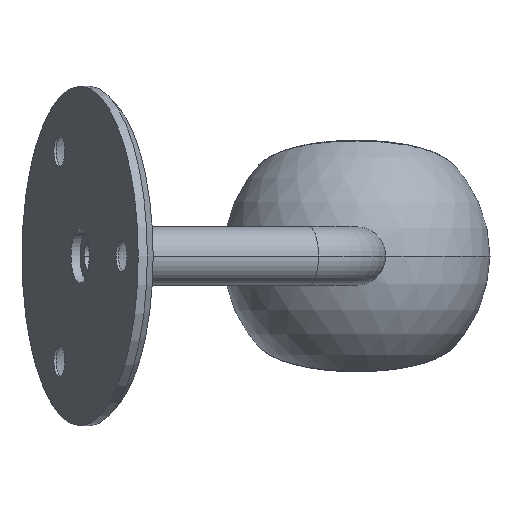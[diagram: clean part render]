
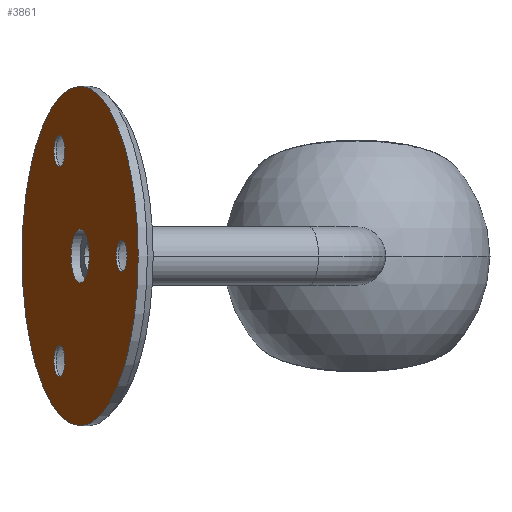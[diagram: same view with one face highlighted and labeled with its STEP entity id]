
A CAD part, left-side view. The second image highlights one B-rep face of the part: STEP entity #3861.
In plain terms, the highlighted face is planar.
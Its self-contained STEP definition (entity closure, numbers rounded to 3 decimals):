
#4 = AXIS2_PLACEMENT_3D ( 'NONE', #1022, #34, #3765 ) ;
#30 = CIRCLE ( 'NONE', #231, 35. ) ;
#34 = DIRECTION ( 'NONE',  ( 0., 0., 1. ) ) ;
#45 = AXIS2_PLACEMENT_3D ( 'NONE', #3755, #3312, #281 ) ;
#96 = CARTESIAN_POINT ( 'NONE',  ( 24.901, 12.5, 0. ) ) ;
#117 = DIRECTION ( 'NONE',  ( 0., 0., 1. ) ) ;
#156 = DIRECTION ( 'NONE',  ( 1., 0., 0. ) ) ;
#231 = AXIS2_PLACEMENT_3D ( 'NONE', #4376, #1309, #3015 ) ;
#265 = DIRECTION ( 'NONE',  ( 0., 0., 1. ) ) ;
#281 = DIRECTION ( 'NONE',  ( 1., 0., 0. ) ) ;
#297 = DIRECTION ( 'NONE',  ( 1., 0., 0. ) ) ;
#324 = EDGE_CURVE ( 'NONE', #2607, #4285, #4067, .T. ) ;
#325 = EDGE_CURVE ( 'NONE', #4049, #1139, #2579, .T. ) ;
#376 = DIRECTION ( 'NONE',  ( 1., 0., 0. ) ) ;
#386 = VERTEX_POINT ( 'NONE', #2647 ) ;
#426 = FACE_BOUND ( 'NONE', #3509, .T. ) ;
#428 = EDGE_LOOP ( 'NONE', ( #3273, #3738 ) ) ;
#483 = AXIS2_PLACEMENT_3D ( 'NONE', #2561, #778, #156 ) ;
#559 = CARTESIAN_POINT ( 'NONE',  ( 35., 0., 0. ) ) ;
#595 = DIRECTION ( 'NONE',  ( 1., 0., 0. ) ) ;
#623 = AXIS2_PLACEMENT_3D ( 'NONE', #3768, #117, #1793 ) ;
#655 = ORIENTED_EDGE ( 'NONE', *, *, #1701, .T. ) ;
#778 = DIRECTION ( 'NONE',  ( 0., 0., 1. ) ) ;
#784 = AXIS2_PLACEMENT_3D ( 'NONE', #3679, #2639, #2000 ) ;
#875 = CARTESIAN_POINT ( 'NONE',  ( 18.401, 12.5, 0. ) ) ;
#896 = CIRCLE ( 'NONE', #2526, 3.25 ) ;
#978 = CIRCLE ( 'NONE', #2545, 5.5 ) ;
#1022 = CARTESIAN_POINT ( 'NONE',  ( 0., 0., 0. ) ) ;
#1051 = VERTEX_POINT ( 'NONE', #875 ) ;
#1068 = FACE_BOUND ( 'NONE', #1354, .T. ) ;
#1138 = ORIENTED_EDGE ( 'NONE', *, *, #1163, .T. ) ;
#1139 = VERTEX_POINT ( 'NONE', #4302 ) ;
#1163 = EDGE_CURVE ( 'NONE', #3127, #386, #978, .T. ) ;
#1173 = CARTESIAN_POINT ( 'NONE',  ( 3.25, -25., 0. ) ) ;
#1228 = DIRECTION ( 'NONE',  ( 0., 0., 1. ) ) ;
#1309 = DIRECTION ( 'NONE',  ( 0., 0., 1. ) ) ;
#1327 = EDGE_CURVE ( 'NONE', #1051, #3702, #3761, .T. ) ;
#1332 = DIRECTION ( 'NONE',  ( 1., 0., 0. ) ) ;
#1354 = EDGE_LOOP ( 'NONE', ( #1138, #1573 ) ) ;
#1573 = ORIENTED_EDGE ( 'NONE', *, *, #2497, .T. ) ;
#1590 = ORIENTED_EDGE ( 'NONE', *, *, #324, .T. ) ;
#1681 = DIRECTION ( 'NONE',  ( 0., 0., 1. ) ) ;
#1700 = DIRECTION ( 'NONE',  ( 0., 0., 1. ) ) ;
#1701 = EDGE_CURVE ( 'NONE', #4285, #2607, #4041, .T. ) ;
#1728 = CARTESIAN_POINT ( 'NONE',  ( 21.651, 12.5, 0. ) ) ;
#1793 = DIRECTION ( 'NONE',  ( 1., 0., 0. ) ) ;
#1800 = EDGE_CURVE ( 'NONE', #3702, #1051, #2711, .T. ) ;
#1828 = EDGE_CURVE ( 'NONE', #3380, #3169, #30, .T. ) ;
#1917 = CARTESIAN_POINT ( 'NONE',  ( -5.5, 0., 0. ) ) ;
#1944 = CARTESIAN_POINT ( 'NONE',  ( -21.651, 12.5, 0. ) ) ;
#2000 = DIRECTION ( 'NONE',  ( 1., 0., 0. ) ) ;
#2088 = CARTESIAN_POINT ( 'NONE',  ( 0., -25., 0. ) ) ;
#2103 = FACE_BOUND ( 'NONE', #3628, .T. ) ;
#2162 = CARTESIAN_POINT ( 'NONE',  ( -24.901, 12.5, 0. ) ) ;
#2196 = CARTESIAN_POINT ( 'NONE',  ( -35., 0., 0. ) ) ;
#2401 = CIRCLE ( 'NONE', #483, 35. ) ;
#2497 = EDGE_CURVE ( 'NONE', #386, #3127, #3800, .T. ) ;
#2526 = AXIS2_PLACEMENT_3D ( 'NONE', #2088, #3435, #3475 ) ;
#2545 = AXIS2_PLACEMENT_3D ( 'NONE', #3227, #265, #595 ) ;
#2561 = CARTESIAN_POINT ( 'NONE',  ( 0., 0., 0. ) ) ;
#2578 = EDGE_CURVE ( 'NONE', #1139, #4049, #896, .T. ) ;
#2579 = CIRCLE ( 'NONE', #45, 3.25 ) ;
#2607 = VERTEX_POINT ( 'NONE', #2162 ) ;
#2639 = DIRECTION ( 'NONE',  ( 0., 0., 1. ) ) ;
#2647 = CARTESIAN_POINT ( 'NONE',  ( 5.5, 0., 0. ) ) ;
#2667 = ORIENTED_EDGE ( 'NONE', *, *, #1800, .T. ) ;
#2711 = CIRCLE ( 'NONE', #784, 3.25 ) ;
#2745 = PLANE ( 'NONE',  #4 ) ;
#2974 = ORIENTED_EDGE ( 'NONE', *, *, #1327, .T. ) ;
#3006 = CARTESIAN_POINT ( 'NONE',  ( -18.401, 12.5, 0. ) ) ;
#3015 = DIRECTION ( 'NONE',  ( 1., 0., 0. ) ) ;
#3127 = VERTEX_POINT ( 'NONE', #1917 ) ;
#3169 = VERTEX_POINT ( 'NONE', #2196 ) ;
#3227 = CARTESIAN_POINT ( 'NONE',  ( 0., 0., 0. ) ) ;
#3259 = CARTESIAN_POINT ( 'NONE',  ( -21.651, 12.5, 0. ) ) ;
#3273 = ORIENTED_EDGE ( 'NONE', *, *, #4110, .F. ) ;
#3312 = DIRECTION ( 'NONE',  ( 0., 0., 1. ) ) ;
#3357 = ORIENTED_EDGE ( 'NONE', *, *, #325, .T. ) ;
#3380 = VERTEX_POINT ( 'NONE', #559 ) ;
#3410 = FACE_BOUND ( 'NONE', #4325, .T. ) ;
#3435 = DIRECTION ( 'NONE',  ( 0., 0., 1. ) ) ;
#3472 = FACE_OUTER_BOUND ( 'NONE', #428, .T. ) ;
#3475 = DIRECTION ( 'NONE',  ( 1., 0., 0. ) ) ;
#3509 = EDGE_LOOP ( 'NONE', ( #3357, #3956 ) ) ;
#3628 = EDGE_LOOP ( 'NONE', ( #2667, #2974 ) ) ;
#3679 = CARTESIAN_POINT ( 'NONE',  ( 21.651, 12.5, 0. ) ) ;
#3702 = VERTEX_POINT ( 'NONE', #96 ) ;
#3703 = AXIS2_PLACEMENT_3D ( 'NONE', #3259, #1228, #297 ) ;
#3738 = ORIENTED_EDGE ( 'NONE', *, *, #1828, .F. ) ;
#3755 = CARTESIAN_POINT ( 'NONE',  ( 0., -25., 0. ) ) ;
#3761 = CIRCLE ( 'NONE', #4117, 3.25 ) ;
#3765 = DIRECTION ( 'NONE',  ( 1., 0., 0. ) ) ;
#3768 = CARTESIAN_POINT ( 'NONE',  ( 0., 0., 0. ) ) ;
#3800 = CIRCLE ( 'NONE', #623, 5.5 ) ;
#3861 = ADVANCED_FACE ( 'NONE', ( #3410, #426, #2103, #3472, #1068 ), #2745, .F. ) ;
#3956 = ORIENTED_EDGE ( 'NONE', *, *, #2578, .T. ) ;
#4041 = CIRCLE ( 'NONE', #3703, 3.25 ) ;
#4049 = VERTEX_POINT ( 'NONE', #1173 ) ;
#4067 = CIRCLE ( 'NONE', #4136, 3.25 ) ;
#4110 = EDGE_CURVE ( 'NONE', #3169, #3380, #2401, .T. ) ;
#4117 = AXIS2_PLACEMENT_3D ( 'NONE', #1728, #1681, #1332 ) ;
#4136 = AXIS2_PLACEMENT_3D ( 'NONE', #1944, #1700, #376 ) ;
#4285 = VERTEX_POINT ( 'NONE', #3006 ) ;
#4302 = CARTESIAN_POINT ( 'NONE',  ( -3.25, -25., 0. ) ) ;
#4325 = EDGE_LOOP ( 'NONE', ( #655, #1590 ) ) ;
#4376 = CARTESIAN_POINT ( 'NONE',  ( 0., 0., 0. ) ) ;
